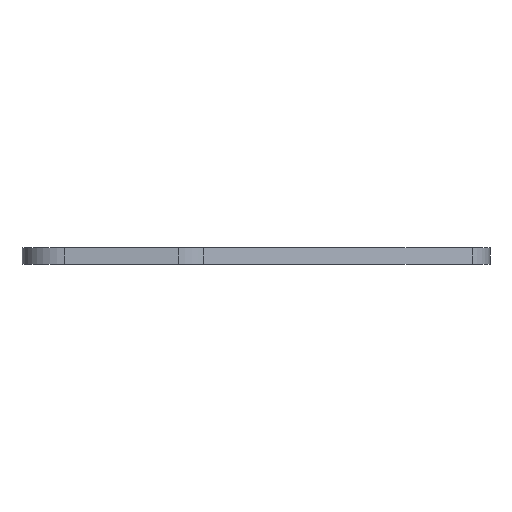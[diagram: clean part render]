
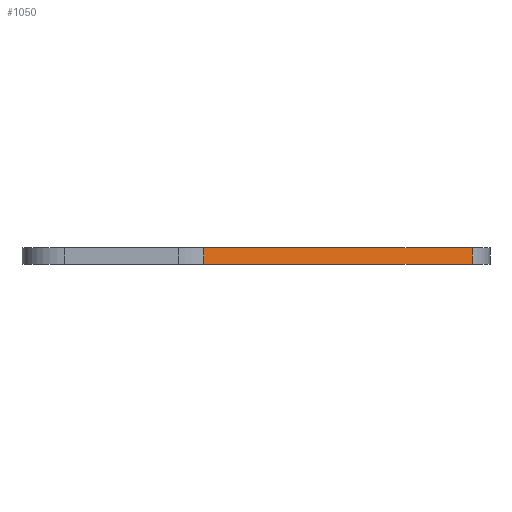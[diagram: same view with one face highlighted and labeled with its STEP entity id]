
A CAD part, left-side view. The second image highlights one B-rep face of the part: STEP entity #1050.
In plain terms, the highlighted planar face has unit normal (-0.814, -0.581, 0).
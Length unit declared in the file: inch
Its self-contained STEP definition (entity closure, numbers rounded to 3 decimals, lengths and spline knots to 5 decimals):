
#25 = CARTESIAN_POINT ( 'NONE',  ( -1.69851, -0.06516, -0.04921 ) ) ;
#195 = FACE_OUTER_BOUND ( 'NONE', #218, .T. ) ;
#218 = EDGE_LOOP ( 'NONE', ( #847, #485, #549, #628 ) ) ;
#239 = VECTOR ( 'NONE', #876, 39.37008 ) ;
#267 = VERTEX_POINT ( 'NONE', #895 ) ;
#381 = CARTESIAN_POINT ( 'NONE',  ( -0.5, -1.745, 0.04921 ) ) ;
#425 = EDGE_CURVE ( 'NONE', #832, #1346, #699, .T. ) ;
#442 = VECTOR ( 'NONE', #1156, 39.37008 ) ;
#485 = ORIENTED_EDGE ( 'NONE', *, *, #966, .T. ) ;
#549 = ORIENTED_EDGE ( 'NONE', *, *, #1418, .F. ) ;
#628 = ORIENTED_EDGE ( 'NONE', *, *, #1014, .T. ) ;
#699 = LINE ( 'NONE', #1149, #442 ) ;
#721 = AXIS2_PLACEMENT_3D ( 'NONE', #1332, #1217, #761 ) ;
#725 = LINE ( 'NONE', #381, #1113 ) ;
#740 = VERTEX_POINT ( 'NONE', #1146 ) ;
#747 = CARTESIAN_POINT ( 'NONE',  ( -0.57477, -1.6402, 0.04921 ) ) ;
#761 = DIRECTION ( 'NONE',  ( -0.581, 0.814, 0. ) ) ;
#765 = CARTESIAN_POINT ( 'NONE',  ( -1.69851, -0.06516, 0.04921 ) ) ;
#832 = VERTEX_POINT ( 'NONE', #25 ) ;
#847 = ORIENTED_EDGE ( 'NONE', *, *, #425, .T. ) ;
#876 = DIRECTION ( 'NONE',  ( 0., 0., -1. ) ) ;
#895 = CARTESIAN_POINT ( 'NONE',  ( -1.69851, -0.06516, 0.04921 ) ) ;
#966 = EDGE_CURVE ( 'NONE', #1346, #740, #1184, .T. ) ;
#988 = DIRECTION ( 'NONE',  ( 0., 0., 1. ) ) ;
#1014 = EDGE_CURVE ( 'NONE', #267, #832, #1219, .T. ) ;
#1050 = ADVANCED_FACE ( 'NONE', ( #195 ), #1295, .F. ) ;
#1113 = VECTOR ( 'NONE', #1282, 39.37008 ) ;
#1146 = CARTESIAN_POINT ( 'NONE',  ( -0.57477, -1.6402, 0.04921 ) ) ;
#1149 = CARTESIAN_POINT ( 'NONE',  ( -0.5, -1.745, -0.04921 ) ) ;
#1156 = DIRECTION ( 'NONE',  ( 0.581, -0.814, 0. ) ) ;
#1184 = LINE ( 'NONE', #747, #1312 ) ;
#1217 = DIRECTION ( 'NONE',  ( 0.814, 0.581, 0. ) ) ;
#1219 = LINE ( 'NONE', #765, #239 ) ;
#1282 = DIRECTION ( 'NONE',  ( 0.581, -0.814, 0. ) ) ;
#1295 = PLANE ( 'NONE',  #721 ) ;
#1312 = VECTOR ( 'NONE', #988, 39.37008 ) ;
#1332 = CARTESIAN_POINT ( 'NONE',  ( -0.5, -1.745, 0.04921 ) ) ;
#1346 = VERTEX_POINT ( 'NONE', #1372 ) ;
#1372 = CARTESIAN_POINT ( 'NONE',  ( -0.57477, -1.6402, -0.04921 ) ) ;
#1418 = EDGE_CURVE ( 'NONE', #267, #740, #725, .T. ) ;
